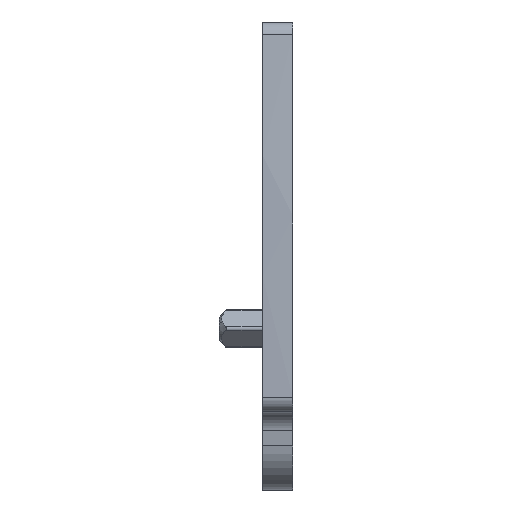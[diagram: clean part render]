
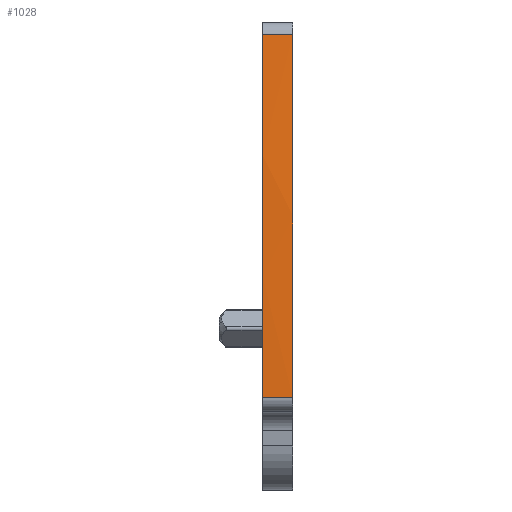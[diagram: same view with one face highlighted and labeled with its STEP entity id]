
A CAD part, front view. The second image highlights one B-rep face of the part: STEP entity #1028.
In plain terms, the highlighted cylindrical face has radius 198.833 mm (diameter 397.666 mm), a partial arc.
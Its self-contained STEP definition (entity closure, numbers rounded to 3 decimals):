
#410=AXIS2_PLACEMENT_3D('Circle Axis2P3D',#408,#409,$) ;
#1015=AXIS2_PLACEMENT_3D('Cylinder Axis2P3D',#1012,#1013,#1014) ;
#170=CARTESIAN_POINT('Vertex',(5.1,1.225,31.461)) ;
#174=CARTESIAN_POINT('Control Point',(5.1,0.023,6.385)) ;
#175=CARTESIAN_POINT('Control Point',(5.1,-0.054,11.408)) ;
#176=CARTESIAN_POINT('Control Point',(5.1,0.028,16.435)) ;
#177=CARTESIAN_POINT('Control Point',(5.1,0.269,21.457)) ;
#178=CARTESIAN_POINT('Control Point',(5.1,0.668,26.467)) ;
#179=CARTESIAN_POINT('Control Point',(5.1,1.225,31.461)) ;
#180=CARTESIAN_POINT('Vertex',(5.1,0.023,6.385)) ;
#405=CARTESIAN_POINT('Vertex',(3.,0.023,6.385)) ;
#408=CARTESIAN_POINT('Axis2P3D Location',(3.,198.833,9.423)) ;
#412=CARTESIAN_POINT('Vertex',(3.,1.225,31.461)) ;
#1000=CARTESIAN_POINT('Line Origine',(4.05,1.225,31.461)) ;
#1012=CARTESIAN_POINT('Axis2P3D Location',(4.05,198.833,9.423)) ;
#1017=CARTESIAN_POINT('Line Origine',(4.05,0.023,6.385)) ;
#409=DIRECTION('Axis2P3D Direction',(1.,0.,0.)) ;
#1001=DIRECTION('Vector Direction',(-1.,0.,0.)) ;
#1013=DIRECTION('Axis2P3D Direction',(-1.,0.,0.)) ;
#1014=DIRECTION('Axis2P3D XDirection',(0.,-1.,-0.015)) ;
#1018=DIRECTION('Vector Direction',(-1.,0.,0.)) ;
#1002=VECTOR('Line Direction',#1001,1.) ;
#1019=VECTOR('Line Direction',#1018,1.) ;
#1023=ORIENTED_EDGE('',*,*,#1004,.F.) ;
#1024=ORIENTED_EDGE('',*,*,#414,.F.) ;
#1025=ORIENTED_EDGE('',*,*,#1021,.T.) ;
#1026=ORIENTED_EDGE('',*,*,#182,.T.) ;
#1028=ADVANCED_FACE('V1',(#1027),#1016,.T.) ;
#173=B_SPLINE_CURVE_WITH_KNOTS('',5,(#174,#175,#176,#177,#178,#179),.UNSPECIFIED.,.F.,.U.,(6,6),(0.,35.533),.UNSPECIFIED.) ;
#411=CIRCLE('generated circle',#410,198.833) ;
#1016=CYLINDRICAL_SURFACE('generated cylinder',#1015,198.833) ;
#182=EDGE_CURVE('',#181,#171,#173,.T.) ;
#414=EDGE_CURVE('',#406,#413,#411,.F.) ;
#1004=EDGE_CURVE('',#413,#171,#1003,.F.) ;
#1021=EDGE_CURVE('',#406,#181,#1020,.F.) ;
#1022=EDGE_LOOP('',(#1023,#1024,#1025,#1026)) ;
#1027=FACE_OUTER_BOUND('',#1022,.T.) ;
#1003=LINE('Line',#1000,#1002) ;
#1020=LINE('Line',#1017,#1019) ;
#171=VERTEX_POINT('',#170) ;
#181=VERTEX_POINT('',#180) ;
#406=VERTEX_POINT('',#405) ;
#413=VERTEX_POINT('',#412) ;
